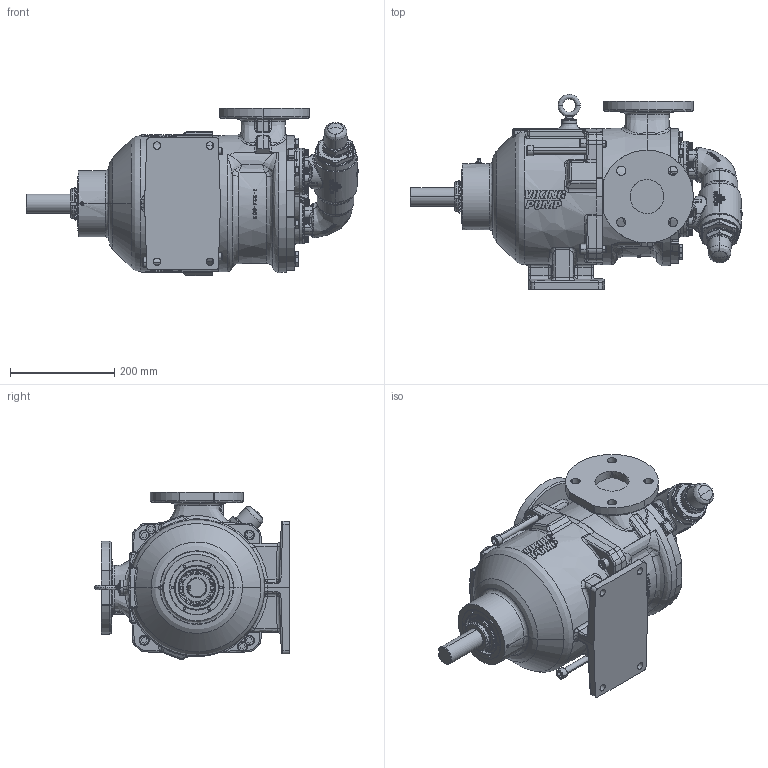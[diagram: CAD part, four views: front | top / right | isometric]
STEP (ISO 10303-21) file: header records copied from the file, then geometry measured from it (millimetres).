
FILE_DESCRIPTION (( 'STEP AP214' ), '1' );
FILE_NAME ('LQ8124A.STEP', '2017-08-25T13:09:36', ( '' ), ( '' ), 'SwSTEP 2.0', 'SolidWorks 2016', '' );
FILE_SCHEMA (( 'AUTOMOTIVE_DESIGN' ));
Length unit declared in the file: inch
Products named in the file (2): LQ8124A
Bounding box: 636.06 x 373.89 x 320.56 mm (x, y, z)
Volume: 22566445.3 mm3; surface area: 787885.4 mm2
Topology: 1 solids, 1 shells, 3068 faces, 7987 edges, 4997 vertices
Faces by surface type: bspline 1230, plane 1141, cylinder 445, cone 252
Entity records: 223774 total; most frequent: CARTESIAN_POINT 139852, ORIENTED_EDGE 15822, DIRECTION 9655, EDGE_CURVE 7911, VERTEX_POINT 4997, AXIS2_PLACEMENT_3D 3419, B_SPLINE_CURVE_WITH_KNOTS 3308, EDGE_LOOP 3258
